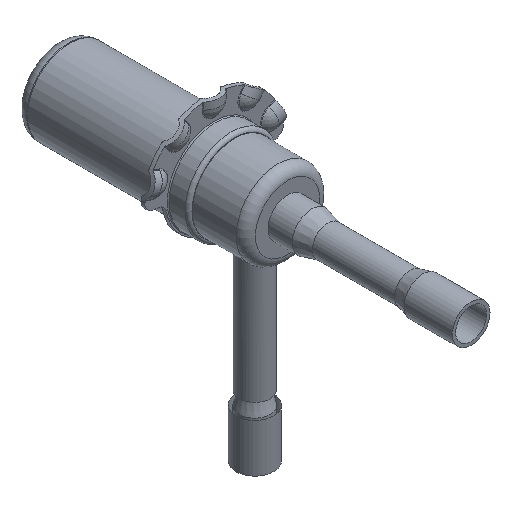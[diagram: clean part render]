
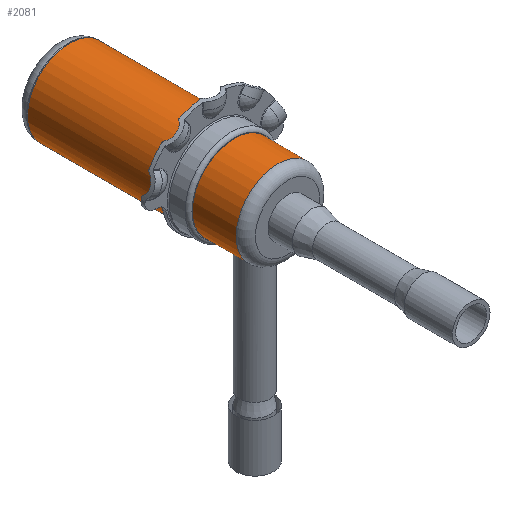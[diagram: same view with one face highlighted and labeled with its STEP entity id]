
A CAD part, isometric view. The second image highlights one B-rep face of the part: STEP entity #2081.
In plain terms, the highlighted cylindrical face has radius 8.65 mm (diameter 17.3 mm), a full revolution.
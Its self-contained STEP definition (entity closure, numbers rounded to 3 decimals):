
#54=FACE_BOUND('',#249,.T.);
#127=FACE_OUTER_BOUND('',#248,.T.);
#248=EDGE_LOOP('',(#1473,#1474,#1475,#1476,#1477,#1478,#1479));
#249=EDGE_LOOP('',(#1480,#1481));
#391=CIRCLE('',#2263,8.65);
#394=CIRCLE('',#2266,8.65);
#395=CIRCLE('',#2268,8.65);
#419=CIRCLE('',#2306,8.65);
#420=CIRCLE('',#2307,8.65);
#544=LINE('',#3550,#628);
#628=VECTOR('',#2778,8.65);
#686=B_SPLINE_CURVE_WITH_KNOTS('',3,(#3172,#3173,#3174,#3175,#3176,#3177,
#3178,#3179,#3180,#3181,#3182,#3183,#3184,#3185,#3186,#3187,#3188,#3189,
#3190,#3191),.UNSPECIFIED.,.F.,.F.,(4,2,2,2,2,2,2,2,2,4),(0.,0.121,
0.242,0.363,0.483,0.604,
0.725,0.846,0.967,1.082),
 .UNSPECIFIED.);
#687=B_SPLINE_CURVE_WITH_KNOTS('',3,(#3192,#3193,#3194,#3195,#3196,#3197,
#3198,#3199,#3200,#3201,#3202,#3203,#3204,#3205,#3206,#3207,#3208,#3209),
 .UNSPECIFIED.,.F.,.F.,(4,2,2,2,2,2,2,2,4),(1.082,1.088,
1.208,1.329,1.45,1.571,1.692,
1.812,1.933),.UNSPECIFIED.);
#724=VERTEX_POINT('',#3170);
#725=VERTEX_POINT('',#3171);
#784=VERTEX_POINT('',#3465);
#785=VERTEX_POINT('',#3466);
#786=VERTEX_POINT('',#3469);
#809=VERTEX_POINT('',#3540);
#810=VERTEX_POINT('',#3541);
#931=EDGE_CURVE('',#724,#725,#686,.T.);
#932=EDGE_CURVE('',#725,#724,#687,.T.);
#1016=EDGE_CURVE('',#784,#785,#391,.T.);
#1019=EDGE_CURVE('',#785,#786,#394,.T.);
#1020=EDGE_CURVE('',#786,#784,#395,.T.);
#1051=EDGE_CURVE('',#809,#810,#419,.T.);
#1052=EDGE_CURVE('',#810,#809,#420,.T.);
#1056=EDGE_CURVE('',#809,#785,#544,.T.);
#1473=ORIENTED_EDGE('',*,*,#1051,.T.);
#1474=ORIENTED_EDGE('',*,*,#1052,.T.);
#1475=ORIENTED_EDGE('',*,*,#1056,.T.);
#1476=ORIENTED_EDGE('',*,*,#1019,.T.);
#1477=ORIENTED_EDGE('',*,*,#1020,.T.);
#1478=ORIENTED_EDGE('',*,*,#1016,.T.);
#1479=ORIENTED_EDGE('',*,*,#1056,.F.);
#1480=ORIENTED_EDGE('',*,*,#931,.T.);
#1481=ORIENTED_EDGE('',*,*,#932,.T.);
#1880=CYLINDRICAL_SURFACE('',#2311,8.65);
#2081=ADVANCED_FACE('',(#127,#54),#1880,.T.);
#2263=AXIS2_PLACEMENT_3D('',#3467,#2673,#2674);
#2266=AXIS2_PLACEMENT_3D('',#3471,#2679,#2680);
#2268=AXIS2_PLACEMENT_3D('',#3473,#2683,#2684);
#2306=AXIS2_PLACEMENT_3D('',#3542,#2766,#2767);
#2307=AXIS2_PLACEMENT_3D('',#3543,#2768,#2769);
#2311=AXIS2_PLACEMENT_3D('',#3549,#2776,#2777);
#2673=DIRECTION('center_axis',(0.,-1.,0.));
#2674=DIRECTION('ref_axis',(-0.068,0.,-0.998));
#2679=DIRECTION('center_axis',(0.,-1.,0.));
#2680=DIRECTION('ref_axis',(-0.068,0.,-0.998));
#2683=DIRECTION('center_axis',(0.,-1.,0.));
#2684=DIRECTION('ref_axis',(-0.068,0.,-0.998));
#2766=DIRECTION('center_axis',(0.,1.,0.));
#2767=DIRECTION('ref_axis',(0.,0.,1.));
#2768=DIRECTION('center_axis',(0.,1.,0.));
#2769=DIRECTION('ref_axis',(0.,0.,1.));
#2776=DIRECTION('center_axis',(0.,-1.,0.));
#2777=DIRECTION('ref_axis',(0.,0.,-1.));
#2778=DIRECTION('',(0.,1.,0.));
#3170=CARTESIAN_POINT('',(-1.515,-3.326,9.254));
#3171=CARTESIAN_POINT('',(4.612,-2.156,9.169));
#3172=CARTESIAN_POINT('Ctrl Pts',(-1.515,-3.326,9.254));
#3173=CARTESIAN_POINT('Ctrl Pts',(-1.515,-3.729,9.254));
#3174=CARTESIAN_POINT('Ctrl Pts',(-1.433,-4.155,9.22));
#3175=CARTESIAN_POINT('Ctrl Pts',(-1.108,-4.936,9.103));
#3176=CARTESIAN_POINT('Ctrl Pts',(-0.865,-5.291,
9.022));
#3177=CARTESIAN_POINT('Ctrl Pts',(-0.305,-5.85,
8.871));
#3178=CARTESIAN_POINT('Ctrl Pts',(0.049,-6.094,
8.792));
#3179=CARTESIAN_POINT('Ctrl Pts',(0.831,-6.419,8.681));
#3180=CARTESIAN_POINT('Ctrl Pts',(1.258,-6.501,8.65));
#3181=CARTESIAN_POINT('Ctrl Pts',(2.063,-6.501,8.65));
#3182=CARTESIAN_POINT('Ctrl Pts',(2.49,-6.419,8.681));
#3183=CARTESIAN_POINT('Ctrl Pts',(3.271,-6.094,8.792));
#3184=CARTESIAN_POINT('Ctrl Pts',(3.626,-5.85,8.871));
#3185=CARTESIAN_POINT('Ctrl Pts',(4.185,-5.291,9.022));
#3186=CARTESIAN_POINT('Ctrl Pts',(4.429,-4.936,9.103));
#3187=CARTESIAN_POINT('Ctrl Pts',(4.754,-4.155,9.22));
#3188=CARTESIAN_POINT('Ctrl Pts',(4.835,-3.729,9.254));
#3189=CARTESIAN_POINT('Ctrl Pts',(4.835,-2.94,9.254));
#3190=CARTESIAN_POINT('Ctrl Pts',(4.761,-2.532,9.223));
#3191=CARTESIAN_POINT('Ctrl Pts',(4.612,-2.156,9.169));
#3192=CARTESIAN_POINT('Ctrl Pts',(4.612,-2.156,9.169));
#3193=CARTESIAN_POINT('Ctrl Pts',(4.605,-2.139,9.167));
#3194=CARTESIAN_POINT('Ctrl Pts',(4.598,-2.122,9.164));
#3195=CARTESIAN_POINT('Ctrl Pts',(4.429,-1.715,9.103));
#3196=CARTESIAN_POINT('Ctrl Pts',(4.185,-1.36,9.022));
#3197=CARTESIAN_POINT('Ctrl Pts',(3.626,-0.801,8.871));
#3198=CARTESIAN_POINT('Ctrl Pts',(3.271,-0.557,8.792));
#3199=CARTESIAN_POINT('Ctrl Pts',(2.49,-0.232,8.681));
#3200=CARTESIAN_POINT('Ctrl Pts',(2.063,-0.151,8.65));
#3201=CARTESIAN_POINT('Ctrl Pts',(1.258,-0.151,8.65));
#3202=CARTESIAN_POINT('Ctrl Pts',(0.831,-0.232,
8.681));
#3203=CARTESIAN_POINT('Ctrl Pts',(0.049,-0.557,
8.792));
#3204=CARTESIAN_POINT('Ctrl Pts',(-0.305,-0.801,
8.871));
#3205=CARTESIAN_POINT('Ctrl Pts',(-0.865,-1.36,
9.022));
#3206=CARTESIAN_POINT('Ctrl Pts',(-1.108,-1.715,9.103));
#3207=CARTESIAN_POINT('Ctrl Pts',(-1.433,-2.496,9.22));
#3208=CARTESIAN_POINT('Ctrl Pts',(-1.515,-2.923,9.254));
#3209=CARTESIAN_POINT('Ctrl Pts',(-1.515,-3.326,9.254));
#3465=CARTESIAN_POINT('',(2.246,35.06,25.93));
#3466=CARTESIAN_POINT('',(1.66,35.06,25.95));
#3467=CARTESIAN_POINT('Origin',(1.66,35.06,17.3));
#3469=CARTESIAN_POINT('',(1.074,35.06,8.67));
#3471=CARTESIAN_POINT('Origin',(1.66,35.06,17.3));
#3473=CARTESIAN_POINT('Origin',(1.66,35.06,17.3));
#3540=CARTESIAN_POINT('',(1.66,-8.126,25.95));
#3541=CARTESIAN_POINT('',(1.66,-8.126,8.65));
#3542=CARTESIAN_POINT('Origin',(1.66,-8.126,17.3));
#3543=CARTESIAN_POINT('Origin',(1.66,-8.126,17.3));
#3549=CARTESIAN_POINT('Origin',(1.66,5.574,17.3));
#3550=CARTESIAN_POINT('',(1.66,5.574,25.95));
